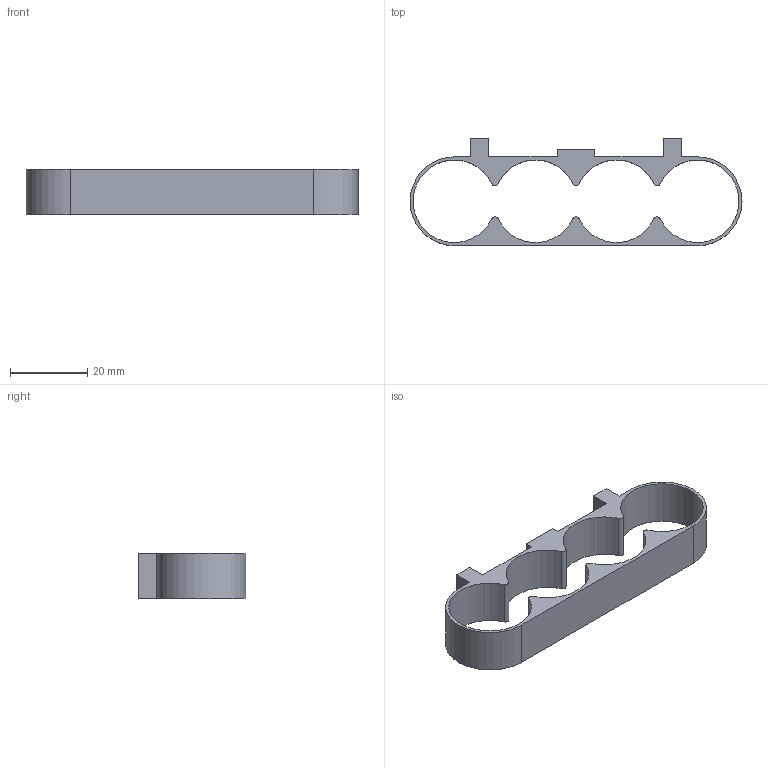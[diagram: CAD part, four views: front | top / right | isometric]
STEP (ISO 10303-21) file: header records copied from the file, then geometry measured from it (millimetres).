
FILE_DESCRIPTION(/* description */ (''),/* implementation_level */ '2;1');
FILE_NAME(/* name */ '4p-21700-frame.stp',/* time_stamp */ '2020-10-01T15:53:40-07:00',/* author */ ('andre'),/* organization */ (''),/* preprocessor_version */ 'ST-DEVELOPER v17',/* originating_system */ 'Autodesk Inventor 2019',/* authorisation */ '');
FILE_SCHEMA (('AUTOMOTIVE_DESIGN { 1 0 10303 214 3 1 1 }'));
Length unit declared in the file: millimetre
Products named in the file (1): 4p-21700-frame
Bounding box: 86 x 27.8 x 11.85 mm (x, y, z)
Volume: 5619.9 mm3; surface area: 6402 mm2
Topology: 1 solids, 1 shells, 37 faces, 102 edges, 68 vertices
Faces by surface type: plane 22, cylinder 15
Full cylindrical faces by diameter (mm): 3 x1
Entity records: 1233 total; most frequent: DIRECTION 208, CARTESIAN_POINT 208, ORIENTED_EDGE 204, EDGE_CURVE 102, LINE 72, VECTOR 72, VERTEX_POINT 68, AXIS2_PLACEMENT_3D 68
